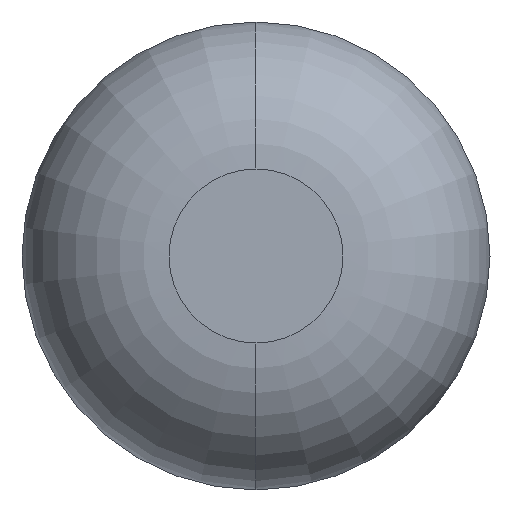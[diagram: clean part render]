
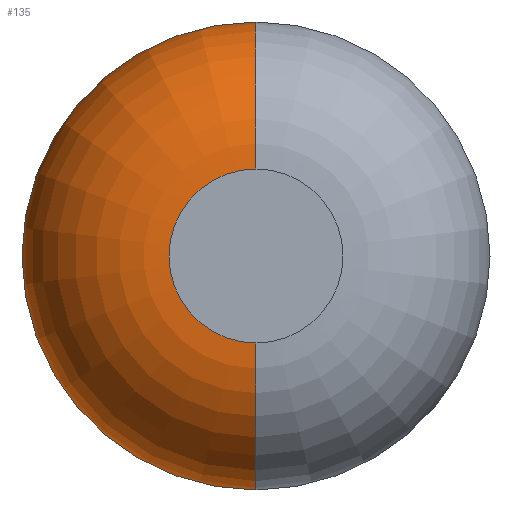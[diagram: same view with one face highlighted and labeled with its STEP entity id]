
A CAD part, left-side view. The second image highlights one B-rep face of the part: STEP entity #135.
In plain terms, the highlighted toroidal (fillet/blend) face has major radius 0.888 mm and minor radius 1.5 mm.
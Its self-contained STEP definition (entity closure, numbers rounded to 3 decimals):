
#6 = AXIS2_PLACEMENT_3D ( 'NONE', #236, #128, #10 ) ;
#9 = VERTEX_POINT ( 'NONE', #85 ) ;
#10 = DIRECTION ( 'NONE',  ( 0., 0., -1. ) ) ;
#11 = CARTESIAN_POINT ( 'NONE',  ( -28.5, 0., 2.388 ) ) ;
#26 = AXIS2_PLACEMENT_3D ( 'NONE', #215, #109, #237 ) ;
#31 = DIRECTION ( 'NONE',  ( 0., 0., -1. ) ) ;
#47 = CARTESIAN_POINT ( 'NONE',  ( -30., 0., -0.888 ) ) ;
#48 = CIRCLE ( 'NONE', #26, 1.5 ) ;
#54 = CIRCLE ( 'NONE', #222, 1.5 ) ;
#65 = CIRCLE ( 'NONE', #6, 0.888 ) ;
#66 = DIRECTION ( 'NONE',  ( 0., -1., 0. ) ) ;
#70 = ORIENTED_EDGE ( 'NONE', *, *, #204, .F. ) ;
#71 = CIRCLE ( 'NONE', #197, 2.388 ) ;
#75 = CARTESIAN_POINT ( 'NONE',  ( -28.5, 0., 0. ) ) ;
#85 = CARTESIAN_POINT ( 'NONE',  ( -28.5, 0., -2.388 ) ) ;
#109 = DIRECTION ( 'NONE',  ( 0., 1., 0. ) ) ;
#110 = AXIS2_PLACEMENT_3D ( 'NONE', #192, #229, #121 ) ;
#121 = DIRECTION ( 'NONE',  ( 0., 0., -1. ) ) ;
#128 = DIRECTION ( 'NONE',  ( -1., 0., 0. ) ) ;
#135 = ADVANCED_FACE ( 'NONE', ( #142 ), #217, .T. ) ;
#142 = FACE_OUTER_BOUND ( 'NONE', #209, .T. ) ;
#171 = VERTEX_POINT ( 'NONE', #214 ) ;
#176 = EDGE_CURVE ( 'NONE', #9, #238, #71, .T. ) ;
#179 = CARTESIAN_POINT ( 'NONE',  ( -28.5, 0., -0.888 ) ) ;
#190 = EDGE_CURVE ( 'NONE', #207, #9, #54, .T. ) ;
#192 = CARTESIAN_POINT ( 'NONE',  ( -28.5, 0., 0. ) ) ;
#197 = AXIS2_PLACEMENT_3D ( 'NONE', #75, #228, #31 ) ;
#200 = DIRECTION ( 'NONE',  ( 0., 0., -1. ) ) ;
#204 = EDGE_CURVE ( 'NONE', #171, #207, #65, .T. ) ;
#207 = VERTEX_POINT ( 'NONE', #47 ) ;
#209 = EDGE_LOOP ( 'NONE', ( #70, #210, #226, #232 ) ) ;
#210 = ORIENTED_EDGE ( 'NONE', *, *, #211, .T. ) ;
#211 = EDGE_CURVE ( 'NONE', #171, #238, #48, .T. ) ;
#214 = CARTESIAN_POINT ( 'NONE',  ( -30., 0., 0.888 ) ) ;
#215 = CARTESIAN_POINT ( 'NONE',  ( -28.5, 0., 0.888 ) ) ;
#217 = TOROIDAL_SURFACE ( 'NONE', #110, 0.888, 1.5 ) ;
#222 = AXIS2_PLACEMENT_3D ( 'NONE', #179, #66, #200 ) ;
#226 = ORIENTED_EDGE ( 'NONE', *, *, #176, .F. ) ;
#228 = DIRECTION ( 'NONE',  ( 1., 0., 0. ) ) ;
#229 = DIRECTION ( 'NONE',  ( 1., 0., 0. ) ) ;
#232 = ORIENTED_EDGE ( 'NONE', *, *, #190, .F. ) ;
#236 = CARTESIAN_POINT ( 'NONE',  ( -30., 0., 0. ) ) ;
#237 = DIRECTION ( 'NONE',  ( 0., 0., 1. ) ) ;
#238 = VERTEX_POINT ( 'NONE', #11 ) ;
